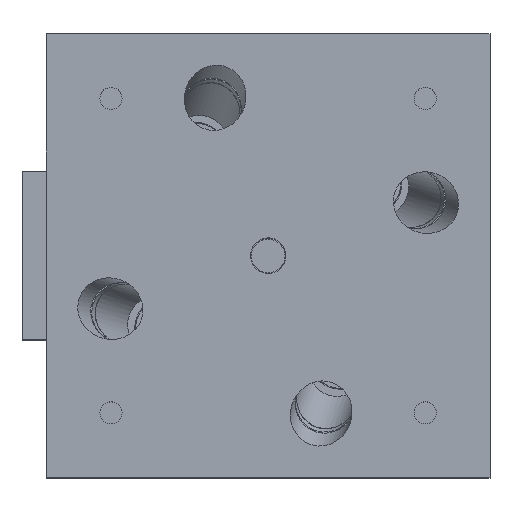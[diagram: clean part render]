
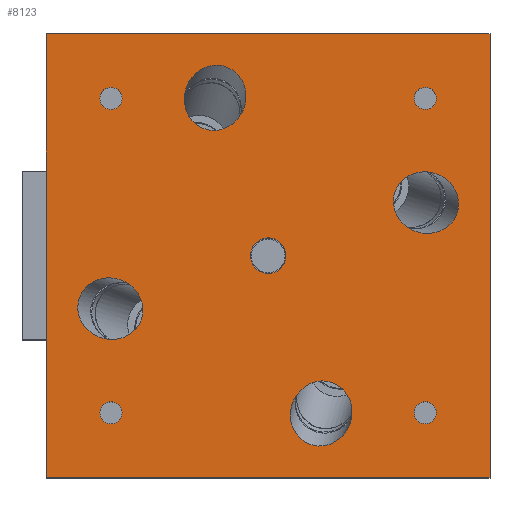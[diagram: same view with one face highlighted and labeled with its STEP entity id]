
A CAD part, top view. The second image highlights one B-rep face of the part: STEP entity #8123.
In plain terms, the highlighted planar face has unit normal (0, 0, 1).
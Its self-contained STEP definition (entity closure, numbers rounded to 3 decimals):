
#220=ELLIPSE('',#9288,7.394,6.9);
#222=ELLIPSE('',#9291,7.394,6.9);
#224=ELLIPSE('',#9294,7.394,6.9);
#226=ELLIPSE('',#9300,7.394,6.9);
#551=CIRCLE('',#9297,4.);
#552=CIRCLE('',#9302,2.5);
#553=CIRCLE('',#9303,2.5);
#554=CIRCLE('',#9304,2.5);
#555=CIRCLE('',#9305,2.5);
#991=FACE_BOUND('',#1868,.T.);
#992=FACE_BOUND('',#1869,.T.);
#993=FACE_BOUND('',#1870,.T.);
#994=FACE_BOUND('',#1871,.T.);
#995=FACE_BOUND('',#1872,.T.);
#996=FACE_BOUND('',#1873,.T.);
#997=FACE_BOUND('',#1874,.T.);
#998=FACE_BOUND('',#1875,.T.);
#999=FACE_BOUND('',#1876,.T.);
#1297=FACE_OUTER_BOUND('',#1867,.T.);
#1867=EDGE_LOOP('',(#6476,#6477,#6478,#6479));
#1868=EDGE_LOOP('',(#6480));
#1869=EDGE_LOOP('',(#6481));
#1870=EDGE_LOOP('',(#6482));
#1871=EDGE_LOOP('',(#6483));
#1872=EDGE_LOOP('',(#6484));
#1873=EDGE_LOOP('',(#6485));
#1874=EDGE_LOOP('',(#6486));
#1875=EDGE_LOOP('',(#6487));
#1876=EDGE_LOOP('',(#6488));
#2578=LINE('',#13478,#3305);
#2579=LINE('',#13480,#3306);
#2580=LINE('',#13482,#3307);
#2581=LINE('',#13483,#3308);
#3305=VECTOR('',#10932,10.);
#3306=VECTOR('',#10933,10.);
#3307=VECTOR('',#10934,10.);
#3308=VECTOR('',#10935,10.);
#4002=VERTEX_POINT('',#13448);
#4004=VERTEX_POINT('',#13454);
#4006=VERTEX_POINT('',#13460);
#4008=VERTEX_POINT('',#13466);
#4010=VERTEX_POINT('',#13472);
#4011=VERTEX_POINT('',#13476);
#4012=VERTEX_POINT('',#13477);
#4013=VERTEX_POINT('',#13479);
#4014=VERTEX_POINT('',#13481);
#4015=VERTEX_POINT('',#13484);
#4016=VERTEX_POINT('',#13486);
#4017=VERTEX_POINT('',#13488);
#4018=VERTEX_POINT('',#13490);
#4887=EDGE_CURVE('',#4002,#4002,#220,.T.);
#4890=EDGE_CURVE('',#4004,#4004,#222,.T.);
#4893=EDGE_CURVE('',#4006,#4006,#224,.T.);
#4896=EDGE_CURVE('',#4008,#4008,#551,.T.);
#4899=EDGE_CURVE('',#4010,#4010,#226,.T.);
#4900=EDGE_CURVE('',#4011,#4012,#2578,.T.);
#4901=EDGE_CURVE('',#4013,#4011,#2579,.T.);
#4902=EDGE_CURVE('',#4014,#4013,#2580,.T.);
#4903=EDGE_CURVE('',#4012,#4014,#2581,.T.);
#4904=EDGE_CURVE('',#4015,#4015,#552,.T.);
#4905=EDGE_CURVE('',#4016,#4016,#553,.T.);
#4906=EDGE_CURVE('',#4017,#4017,#554,.T.);
#4907=EDGE_CURVE('',#4018,#4018,#555,.T.);
#6476=ORIENTED_EDGE('',*,*,#4900,.F.);
#6477=ORIENTED_EDGE('',*,*,#4901,.F.);
#6478=ORIENTED_EDGE('',*,*,#4902,.F.);
#6479=ORIENTED_EDGE('',*,*,#4903,.F.);
#6480=ORIENTED_EDGE('',*,*,#4887,.T.);
#6481=ORIENTED_EDGE('',*,*,#4890,.T.);
#6482=ORIENTED_EDGE('',*,*,#4893,.T.);
#6483=ORIENTED_EDGE('',*,*,#4896,.T.);
#6484=ORIENTED_EDGE('',*,*,#4899,.T.);
#6485=ORIENTED_EDGE('',*,*,#4904,.F.);
#6486=ORIENTED_EDGE('',*,*,#4905,.F.);
#6487=ORIENTED_EDGE('',*,*,#4906,.F.);
#6488=ORIENTED_EDGE('',*,*,#4907,.F.);
#7749=PLANE('',#9301);
#8123=ADVANCED_FACE('',(#1297,#991,#992,#993,#994,#995,#996,#997,#998,#999),
#7749,.T.);
#9288=AXIS2_PLACEMENT_3D('',#13450,#10900,#10901);
#9291=AXIS2_PLACEMENT_3D('',#13456,#10907,#10908);
#9294=AXIS2_PLACEMENT_3D('',#13462,#10914,#10915);
#9297=AXIS2_PLACEMENT_3D('',#13468,#10921,#10922);
#9300=AXIS2_PLACEMENT_3D('',#13474,#10928,#10929);
#9301=AXIS2_PLACEMENT_3D('',#13475,#10930,#10931);
#9302=AXIS2_PLACEMENT_3D('',#13485,#10936,#10937);
#9303=AXIS2_PLACEMENT_3D('',#13487,#10938,#10939);
#9304=AXIS2_PLACEMENT_3D('',#13489,#10940,#10941);
#9305=AXIS2_PLACEMENT_3D('',#13491,#10942,#10943);
#10900=DIRECTION('center_axis',(0.,0.,-1.));
#10901=DIRECTION('ref_axis',(0.325,0.946,0.));
#10907=DIRECTION('center_axis',(0.,0.,-1.));
#10908=DIRECTION('ref_axis',(-0.946,0.325,0.));
#10914=DIRECTION('center_axis',(0.,0.,-1.));
#10915=DIRECTION('ref_axis',(0.946,-0.325,0.));
#10921=DIRECTION('center_axis',(0.,0.,-1.));
#10922=DIRECTION('ref_axis',(1.,0.,0.));
#10928=DIRECTION('center_axis',(0.,0.,-1.));
#10929=DIRECTION('ref_axis',(-0.325,-0.946,0.));
#10930=DIRECTION('center_axis',(0.,0.,1.));
#10931=DIRECTION('ref_axis',(-1.,0.,0.));
#10932=DIRECTION('',(-1.,0.,0.));
#10933=DIRECTION('',(0.,-1.,0.));
#10934=DIRECTION('',(1.,0.,0.));
#10935=DIRECTION('',(0.,1.,0.));
#10936=DIRECTION('center_axis',(0.,0.,1.));
#10937=DIRECTION('ref_axis',(-1.,0.,0.));
#10938=DIRECTION('center_axis',(0.,0.,1.));
#10939=DIRECTION('ref_axis',(-1.,0.,0.));
#10940=DIRECTION('center_axis',(0.,0.,1.));
#10941=DIRECTION('ref_axis',(-1.,0.,0.));
#10942=DIRECTION('center_axis',(0.,0.,1.));
#10943=DIRECTION('ref_axis',(-1.,0.,0.));
#13448=CARTESIAN_POINT('',(5.431,-33.339,92.2));
#13450=CARTESIAN_POINT('Origin',(11.956,-35.582,92.2));
#13454=CARTESIAN_POINT('',(33.339,5.431,92.2));
#13456=CARTESIAN_POINT('Origin',(35.582,11.956,92.2));
#13460=CARTESIAN_POINT('',(-33.339,-5.431,92.2));
#13462=CARTESIAN_POINT('Origin',(-35.582,-11.956,92.2));
#13466=CARTESIAN_POINT('',(-4.,0.,92.2));
#13468=CARTESIAN_POINT('Origin',(0.,0.,92.2));
#13472=CARTESIAN_POINT('',(-5.431,33.339,92.2));
#13474=CARTESIAN_POINT('Origin',(-11.956,35.582,92.2));
#13475=CARTESIAN_POINT('Origin',(0.,0.,92.2));
#13476=CARTESIAN_POINT('',(50.,-50.,92.2));
#13477=CARTESIAN_POINT('',(-50.,-50.,92.2));
#13478=CARTESIAN_POINT('',(-25.,-50.,92.2));
#13479=CARTESIAN_POINT('',(50.,50.,92.2));
#13480=CARTESIAN_POINT('',(50.,-25.,92.2));
#13481=CARTESIAN_POINT('',(-50.,50.,92.2));
#13482=CARTESIAN_POINT('',(25.,50.,92.2));
#13483=CARTESIAN_POINT('',(-50.,25.,92.2));
#13484=CARTESIAN_POINT('',(37.929,35.429,92.2));
#13485=CARTESIAN_POINT('Origin',(35.429,35.429,92.2));
#13486=CARTESIAN_POINT('',(37.929,-35.429,92.2));
#13487=CARTESIAN_POINT('Origin',(35.429,-35.429,92.2));
#13488=CARTESIAN_POINT('',(-32.929,35.429,92.2));
#13489=CARTESIAN_POINT('Origin',(-35.429,35.429,92.2));
#13490=CARTESIAN_POINT('',(-32.929,-35.429,92.2));
#13491=CARTESIAN_POINT('Origin',(-35.429,-35.429,92.2));
